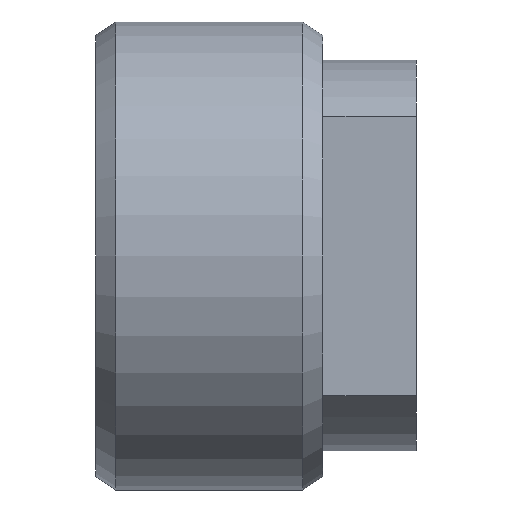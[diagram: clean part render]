
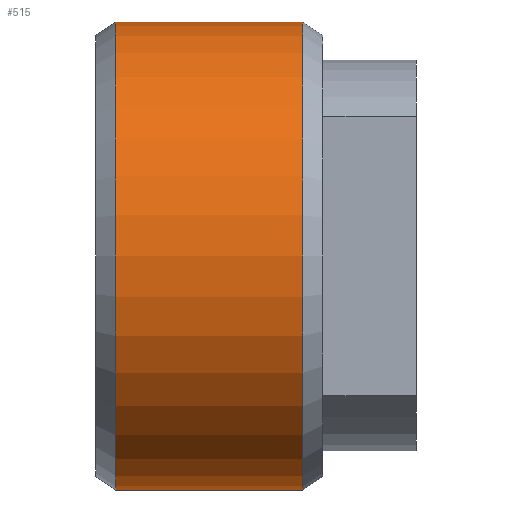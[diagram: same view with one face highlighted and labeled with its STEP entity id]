
A CAD part, front view. The second image highlights one B-rep face of the part: STEP entity #515.
In plain terms, the highlighted cylindrical face has radius 17.5 mm (diameter 35 mm), a partial arc.
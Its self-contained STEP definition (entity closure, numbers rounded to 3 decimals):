
#22 = VERTEX_POINT ( 'NONE', #126 ) ;
#24 = CARTESIAN_POINT ( 'NONE',  ( 7.318, 0., 0. ) ) ;
#27 = DIRECTION ( 'NONE',  ( 0., 0., 1. ) ) ;
#43 = DIRECTION ( 'NONE',  ( 0., 0., 1. ) ) ;
#46 = VERTEX_POINT ( 'NONE', #538 ) ;
#49 = CIRCLE ( 'NONE', #105, 17.5 ) ;
#61 = EDGE_CURVE ( 'NONE', #525, #22, #555, .T. ) ;
#76 = CARTESIAN_POINT ( 'NONE',  ( 7.318, 0., -17.5 ) ) ;
#95 = AXIS2_PLACEMENT_3D ( 'NONE', #428, #441, #27 ) ;
#105 = AXIS2_PLACEMENT_3D ( 'NONE', #449, #348, #43 ) ;
#107 = ORIENTED_EDGE ( 'NONE', *, *, #351, .F. ) ;
#109 = LINE ( 'NONE', #481, #183 ) ;
#118 = DIRECTION ( 'NONE',  ( -1., 0., 0. ) ) ;
#126 = CARTESIAN_POINT ( 'NONE',  ( 7.318, 0., 17.5 ) ) ;
#127 = CYLINDRICAL_SURFACE ( 'NONE', #95, 17.5 ) ;
#145 = ORIENTED_EDGE ( 'NONE', *, *, #513, .T. ) ;
#163 = ORIENTED_EDGE ( 'NONE', *, *, #548, .F. ) ;
#171 = DIRECTION ( 'NONE',  ( -1., 0., 0. ) ) ;
#179 = CARTESIAN_POINT ( 'NONE',  ( -142.529, 0., -17.5 ) ) ;
#183 = VECTOR ( 'NONE', #118, 1000. ) ;
#337 = DIRECTION ( 'NONE',  ( -1., 0., 0. ) ) ;
#348 = DIRECTION ( 'NONE',  ( -1., 0., 0. ) ) ;
#351 = EDGE_CURVE ( 'NONE', #46, #659, #49, .T. ) ;
#360 = EDGE_LOOP ( 'NONE', ( #163, #570, #145, #107 ) ) ;
#384 = LINE ( 'NONE', #179, #539 ) ;
#428 = CARTESIAN_POINT ( 'NONE',  ( -142.529, 0., 0. ) ) ;
#441 = DIRECTION ( 'NONE',  ( -1., 0., 0. ) ) ;
#449 = CARTESIAN_POINT ( 'NONE',  ( -6.682, 0., 0. ) ) ;
#481 = CARTESIAN_POINT ( 'NONE',  ( -142.529, 0., 17.5 ) ) ;
#513 = EDGE_CURVE ( 'NONE', #22, #659, #109, .T. ) ;
#515 = ADVANCED_FACE ( 'NONE', ( #591 ), #127, .T. ) ;
#525 = VERTEX_POINT ( 'NONE', #76 ) ;
#538 = CARTESIAN_POINT ( 'NONE',  ( -6.682, 0., -17.5 ) ) ;
#539 = VECTOR ( 'NONE', #171, 1000. ) ;
#542 = DIRECTION ( 'NONE',  ( 0., 0., 1. ) ) ;
#548 = EDGE_CURVE ( 'NONE', #525, #46, #384, .T. ) ;
#555 = CIRCLE ( 'NONE', #584, 17.5 ) ;
#570 = ORIENTED_EDGE ( 'NONE', *, *, #61, .T. ) ;
#584 = AXIS2_PLACEMENT_3D ( 'NONE', #24, #337, #542 ) ;
#591 = FACE_OUTER_BOUND ( 'NONE', #360, .T. ) ;
#653 = CARTESIAN_POINT ( 'NONE',  ( -6.682, 0., 17.5 ) ) ;
#659 = VERTEX_POINT ( 'NONE', #653 ) ;
